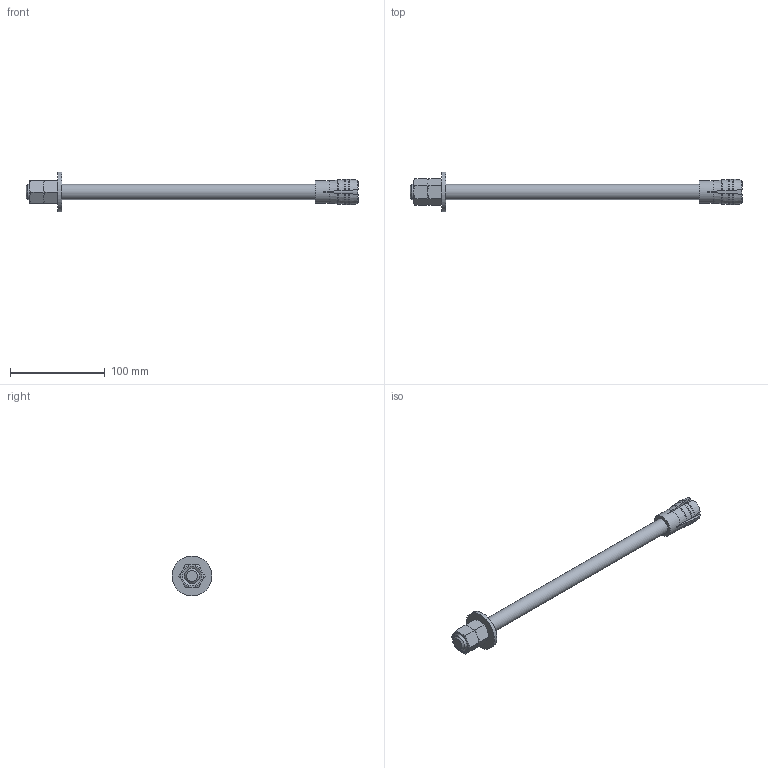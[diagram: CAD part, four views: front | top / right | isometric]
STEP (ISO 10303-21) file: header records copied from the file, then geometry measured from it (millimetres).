
FILE_DESCRIPTION(('STEP AP214'), '1');
FILE_NAME('櫻蠉錪', '', ('UNSPECIFIED'), ('UNSPECIFIED'), 'C3D Converter', 'C3D Toolkit', '');
FILE_SCHEMA(('AUTOMOTIVE_DESIGN { 1 0 10303 214 3 1 1}'));
Length unit declared in the file: millimetre
Assembly tree (6 placements, depth 3):
  (unnamed)
    (unnamed)
      (unnamed)
      (unnamed)  x2
      (unnamed)
      (unnamed)
Bounding box: 350.19 x 42 x 42 mm (x, y, z)
Volume: 96163.7 mm3; surface area: 33017.6 mm2
Topology: 5 solids, 5 shells, 122 faces, 310 edges, 197 vertices
Faces by surface type: cone 78, plane 33, cylinder 7, torus 4
Full cylindrical faces by diameter (mm): 13.835 x2, 16 x1, 17 x2, 24 x1, 42 x1
Entity records: 5173 total; most frequent: CARTESIAN_POINT 1842, ORIENTED_EDGE 502, DIRECTION 412, EDGE_CURVE 251, AXIS2_PLACEMENT_3D 199, VERTEX_POINT 169, B_SPLINE_CURVE_WITH_KNOTS 128, EDGE_LOOP 114
